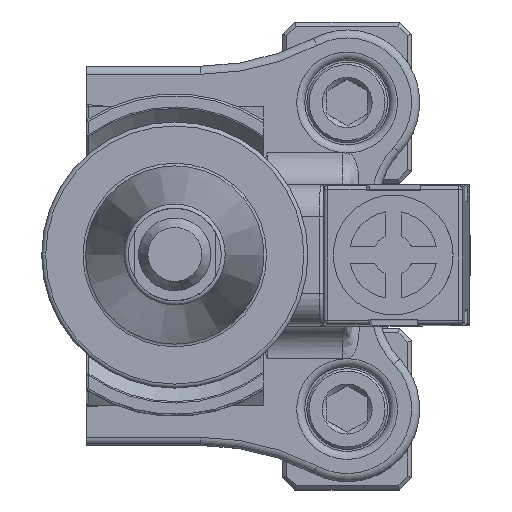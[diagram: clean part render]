
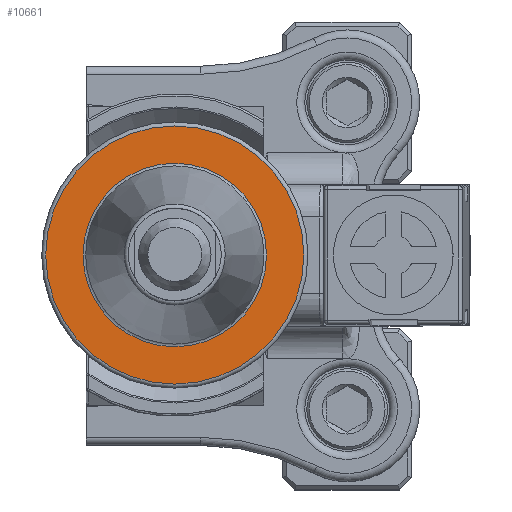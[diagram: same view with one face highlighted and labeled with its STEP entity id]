
A CAD part, top view. The second image highlights one B-rep face of the part: STEP entity #10661.
In plain terms, the highlighted planar face has unit normal (0, 0, 1).
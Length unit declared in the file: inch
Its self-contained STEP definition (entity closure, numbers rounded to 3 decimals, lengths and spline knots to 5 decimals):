
#1174=FACE_BOUND('',#2366,.T.);
#1271=CIRCLE('',#11498,0.44783);
#1272=CIRCLE('',#11500,0.62992);
#1696=FACE_OUTER_BOUND('',#2365,.T.);
#2365=EDGE_LOOP('',(#7241));
#2366=EDGE_LOOP('',(#7242));
#4374=VERTEX_POINT('',#15530);
#4375=VERTEX_POINT('',#15534);
#5472=EDGE_CURVE('',#4374,#4374,#1271,.T.);
#5473=EDGE_CURVE('',#4375,#4375,#1272,.T.);
#7241=ORIENTED_EDGE('',*,*,#5473,.F.);
#7242=ORIENTED_EDGE('',*,*,#5472,.F.);
#10421=PLANE('',#11499);
#10661=ADVANCED_FACE('',(#1696,#1174),#10421,.T.);
#11498=AXIS2_PLACEMENT_3D('',#15532,#12736,#12737);
#11499=AXIS2_PLACEMENT_3D('',#15533,#12738,#12739);
#11500=AXIS2_PLACEMENT_3D('',#15535,#12740,#12741);
#12736=DIRECTION('center_axis',(0.,0.,1.));
#12737=DIRECTION('ref_axis',(1.,0.,0.));
#12738=DIRECTION('center_axis',(0.,0.,1.));
#12739=DIRECTION('ref_axis',(1.,0.,0.));
#12740=DIRECTION('center_axis',(0.,0.,-1.));
#12741=DIRECTION('ref_axis',(1.,0.,0.));
#15530=CARTESIAN_POINT('',(0.44783,0.,0.31496));
#15532=CARTESIAN_POINT('Origin',(0.,0.,0.31496));
#15533=CARTESIAN_POINT('Origin',(-0.64961,0.,0.31496));
#15534=CARTESIAN_POINT('',(0.62992,0.,0.31496));
#15535=CARTESIAN_POINT('Origin',(0.,0.,0.31496));
